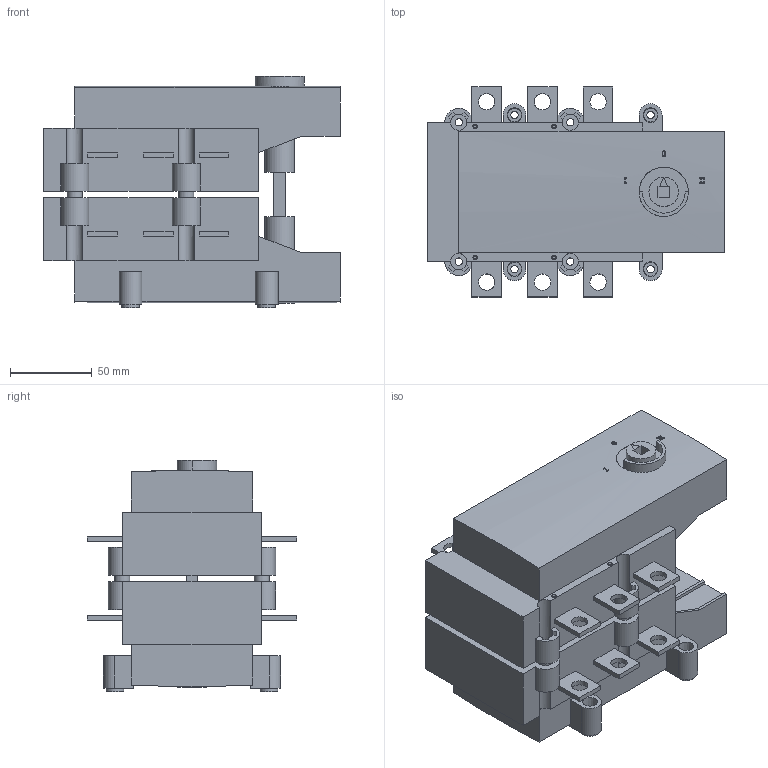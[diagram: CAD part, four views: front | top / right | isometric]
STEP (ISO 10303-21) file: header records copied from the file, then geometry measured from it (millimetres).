
FILE_DESCRIPTION((''),'2;1');
FILE_NAME('Conmut S5000F-100-125-160A 3P (2011-07).stp','2011-07-27T09:05:01',('david'),(''),'Autodesk Inventor 2010','Autodesk Inventor 2010','');
FILE_SCHEMA(('CONFIG_CONTROL_DESIGN'));
Length unit declared in the file: millimetre
Products named in the file (1): Conmut S5000F-100-125-160A 3P (2011-07)
Bounding box: 181 x 128 x 141 mm (x, y, z)
Volume: 1523631 mm3; surface area: 149630.9 mm2
Topology: 1 solids, 1 shells, 401 faces, 1077 edges, 719 vertices
Faces by surface type: plane 287, cylinder 90, bspline 12, cone 12
Full cylindrical faces by diameter (mm): 1.8 x8, 4.5 x8, 9.311 x4, 10 x20, 10.724 x4, 18 x4
Entity records: 12831 total; most frequent: CARTESIAN_POINT 2579, DIRECTION 2020, ORIENTED_EDGE 1992, EDGE_CURVE 996, VECTOR 698, LINE 698, VERTEX_POINT 697, AXIS2_PLACEMENT_3D 661
